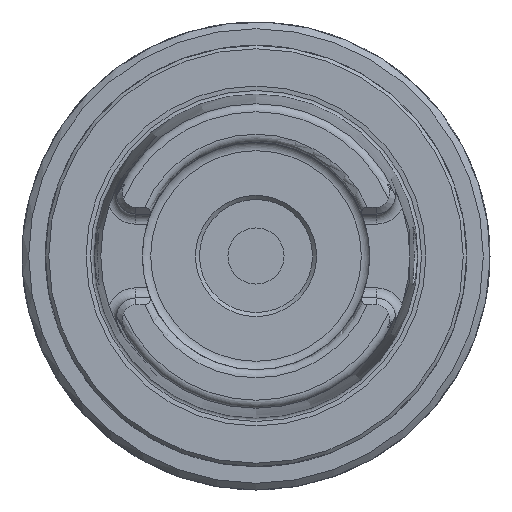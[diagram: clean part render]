
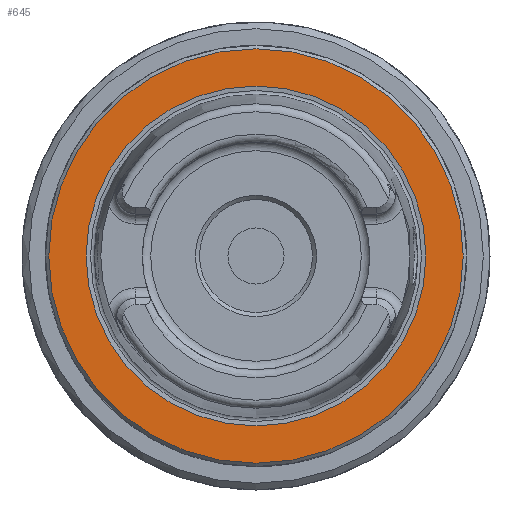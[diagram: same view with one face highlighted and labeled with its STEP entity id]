
A CAD part, left-side view. The second image highlights one B-rep face of the part: STEP entity #645.
In plain terms, the highlighted planar face has unit normal (-1, 0, 0).
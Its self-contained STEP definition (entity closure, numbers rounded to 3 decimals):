
#645 = ADVANCED_FACE( '', ( #1419, #1420 ), #1421, .T. );
#1419 = FACE_OUTER_BOUND( '', #2642, .T. );
#1420 = FACE_BOUND( '', #2643, .T. );
#1421 = PLANE( '', #2644 );
#2642 = EDGE_LOOP( '', ( #4399 ) );
#2643 = EDGE_LOOP( '', ( #4400 ) );
#2644 = AXIS2_PLACEMENT_3D( '', #4401, #4402, #4403 );
#4399 = ORIENTED_EDGE( '', *, *, #5550, .T. );
#4400 = ORIENTED_EDGE( '', *, *, #5833, .F. );
#4401 = CARTESIAN_POINT( '', ( 0., 0., 31. ) );
#4402 = DIRECTION( '', ( -1., 0., 0. ) );
#4403 = DIRECTION( '', ( 0., 0., 1. ) );
#5550 = EDGE_CURVE( '', #6654, #6654, #6655, .T. );
#5833 = EDGE_CURVE( '', #7059, #7059, #7060, .T. );
#6654 = VERTEX_POINT( '', #8531 );
#6655 = CIRCLE( '', #8532, 31. );
#7059 = VERTEX_POINT( '', #9709 );
#7060 = CIRCLE( '', #9710, 25.418 );
#8531 = CARTESIAN_POINT( '', ( 0., 0., 31. ) );
#8532 = AXIS2_PLACEMENT_3D( '', #10887, #10888, #10889 );
#9709 = CARTESIAN_POINT( '', ( 0., 0., 25.418 ) );
#9710 = AXIS2_PLACEMENT_3D( '', #11154, #11155, #11156 );
#10887 = CARTESIAN_POINT( '', ( 0., 0., 0. ) );
#10888 = DIRECTION( '', ( -1., 0., 0. ) );
#10889 = DIRECTION( '', ( 0., 0., 1. ) );
#11154 = CARTESIAN_POINT( '', ( 0., 0., 0. ) );
#11155 = DIRECTION( '', ( -1., 0., 0. ) );
#11156 = DIRECTION( '', ( 0., 0., 1. ) );
